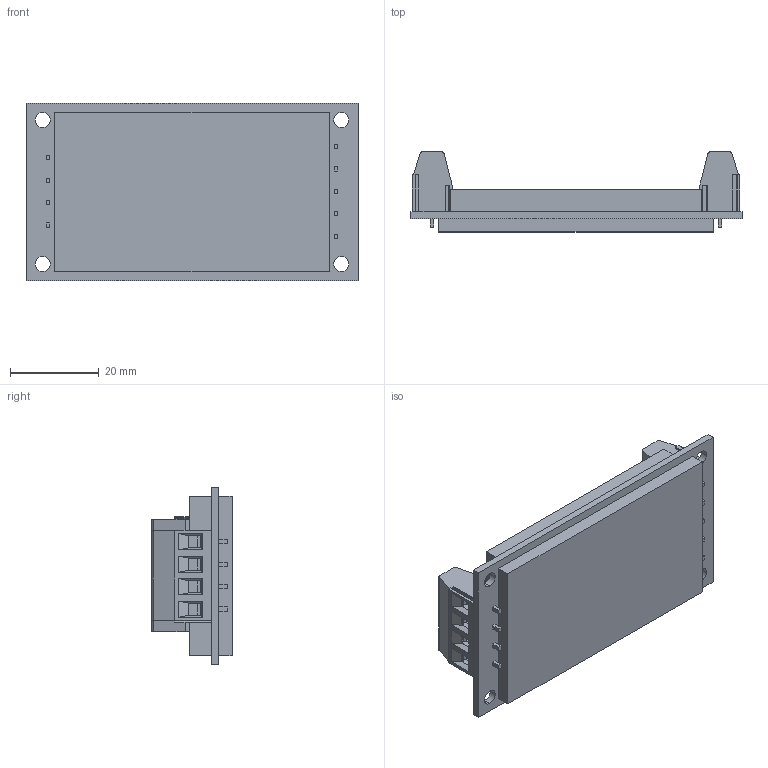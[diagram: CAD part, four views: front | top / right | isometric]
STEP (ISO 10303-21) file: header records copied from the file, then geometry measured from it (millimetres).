
FILE_DESCRIPTION (( 'STEP AP203' ), '1' );
FILE_NAME ('OXY-LC-XXX-XXX.STEP', '2019-02-11T15:23:52', ( '' ), ( '' ), 'SwSTEP 2.0', 'SolidWorks 2018', '' );
FILE_SCHEMA (( 'CONFIG_CONTROL_DESIGN' ));
Length unit declared in the file: millimetre
Products named in the file (1): OXY-LC-XXX-XXX
Bounding box: 75 x 18.1 x 40 mm (x, y, z)
Volume: 25844.8 mm3; surface area: 11367.9 mm2
Topology: 1 solids, 1 shells, 1222 faces, 3458 edges, 2290 vertices
Faces by surface type: plane 737, cylinder 277, bspline 208
Entity records: 47317 total; most frequent: CARTESIAN_POINT 16239, ORIENTED_EDGE 6916, DIRECTION 5764, EDGE_CURVE 3458, LINE 2318, VECTOR 2318, VERTEX_POINT 2290, AXIS2_PLACEMENT_3D 1723
